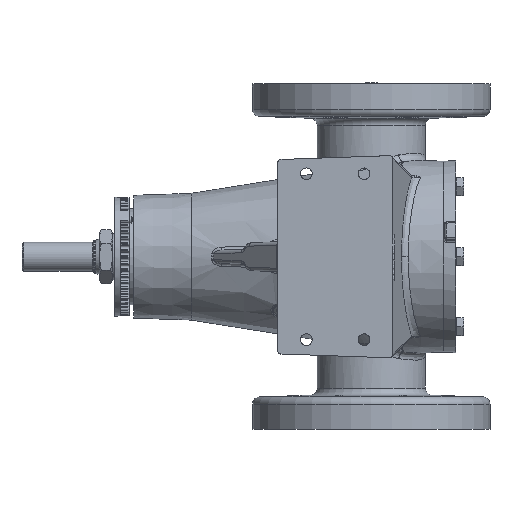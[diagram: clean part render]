
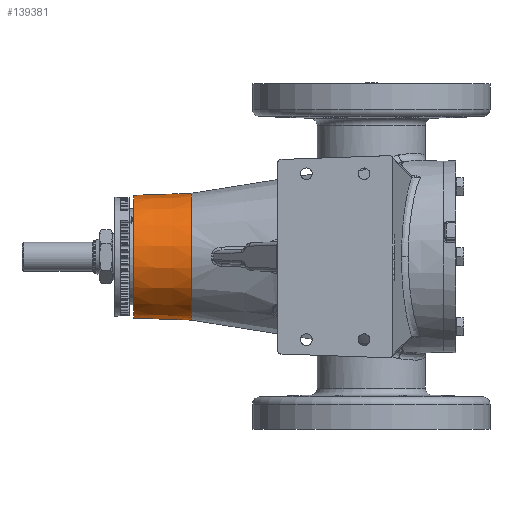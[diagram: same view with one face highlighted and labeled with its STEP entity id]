
A CAD part, front view. The second image highlights one B-rep face of the part: STEP entity #139381.
In plain terms, the highlighted conical face has half-angle 2 degrees and reference radius 55.917 mm.
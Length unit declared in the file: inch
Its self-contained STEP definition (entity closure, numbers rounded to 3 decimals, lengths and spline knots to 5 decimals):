
#16498 = VERTEX_POINT ( 'NONE', #145428 ) ;
#26837 = EDGE_CURVE ( 'Defeatured_0_2731+Defeatured_0_2585+Defeatured_0_2585+Defeatured_0_2585', #16498, #139482, #182220, .T. ) ;
#28653 = AXIS2_PLACEMENT_3D ( 'NONE', #58776, #174029, #130916 ) ;
#33616 = VERTEX_POINT ( 'NONE', #169768 ) ;
#40209 = ORIENTED_EDGE ( 'NONE', *, *, #128260, .T. ) ;
#40883 = CARTESIAN_POINT ( 'NONE',  ( -8.75, 0., 0. ) ) ;
#45995 = DIRECTION ( 'NONE',  ( -1., 0., 0. ) ) ;
#46467 = CONICAL_SURFACE ( 'NONE', #112824, 2.20148, 0.035 ) ;
#58776 = CARTESIAN_POINT ( 'NONE',  ( -10.75, 0., 0. ) ) ;
#60229 = LINE ( 'NONE', #81630, #80008 ) ;
#67723 = EDGE_CURVE ( 'Defeatured_0_2731+Defeatured_0_2845+Defeatured_0_2845+Defeatured_0_2845', #168699, #33616, #138943, .T. ) ;
#80008 = VECTOR ( 'NONE', #82826, 39.37008 ) ;
#81630 = CARTESIAN_POINT ( 'NONE',  ( -8.75, 0., 2.20148 ) ) ;
#82826 = DIRECTION ( 'NONE',  ( 0.999, 0., 0.035 ) ) ;
#101065 = LINE ( 'NONE', #143076, #125240 ) ;
#112824 = AXIS2_PLACEMENT_3D ( 'NONE', #40883, #140888, #113767 ) ;
#113767 = DIRECTION ( 'NONE',  ( 0., 0., -1. ) ) ;
#114799 = ORIENTED_EDGE ( 'NONE', *, *, #67723, .T. ) ;
#116189 = EDGE_CURVE ( 'NONE', #16498, #33616, #60229, .T. ) ;
#118296 = CARTESIAN_POINT ( 'NONE',  ( -8.75734, 0., 0. ) ) ;
#125240 = VECTOR ( 'NONE', #169582, 39.37008 ) ;
#128260 = EDGE_CURVE ( 'NONE', #139482, #168699, #101065, .T. ) ;
#130164 = CARTESIAN_POINT ( 'NONE',  ( -8.75734, 0., -2.20122 ) ) ;
#130461 = FACE_OUTER_BOUND ( 'NONE', #166696, .T. ) ;
#130916 = DIRECTION ( 'NONE',  ( 0., 0., -1. ) ) ;
#138943 = CIRCLE ( 'NONE', #163834, 2.20122 ) ;
#139381 = ADVANCED_FACE ( 'Defeatured_0_2731', ( #130461 ), #46467, .T. ) ;
#139482 = VERTEX_POINT ( 'NONE', #156877 ) ;
#140888 = DIRECTION ( 'NONE',  ( 1., 0., 0. ) ) ;
#143076 = CARTESIAN_POINT ( 'NONE',  ( -8.75, 0., -2.20148 ) ) ;
#145428 = CARTESIAN_POINT ( 'NONE',  ( -10.75, 0., 2.13163 ) ) ;
#146003 = DIRECTION ( 'NONE',  ( 0., 0., -1. ) ) ;
#156877 = CARTESIAN_POINT ( 'NONE',  ( -10.75, 0., -2.13163 ) ) ;
#160913 = ORIENTED_EDGE ( 'NONE', *, *, #26837, .T. ) ;
#163834 = AXIS2_PLACEMENT_3D ( 'NONE', #118296, #45995, #146003 ) ;
#166696 = EDGE_LOOP ( 'NONE', ( #175669, #160913, #40209, #114799 ) ) ;
#168699 = VERTEX_POINT ( 'NONE', #130164 ) ;
#169582 = DIRECTION ( 'NONE',  ( 0.999, 0., -0.035 ) ) ;
#169768 = CARTESIAN_POINT ( 'NONE',  ( -8.75734, 0., 2.20122 ) ) ;
#174029 = DIRECTION ( 'NONE',  ( 1., 0., 0. ) ) ;
#175669 = ORIENTED_EDGE ( 'NONE', *, *, #116189, .F. ) ;
#182220 = CIRCLE ( 'NONE', #28653, 2.13163 ) ;
